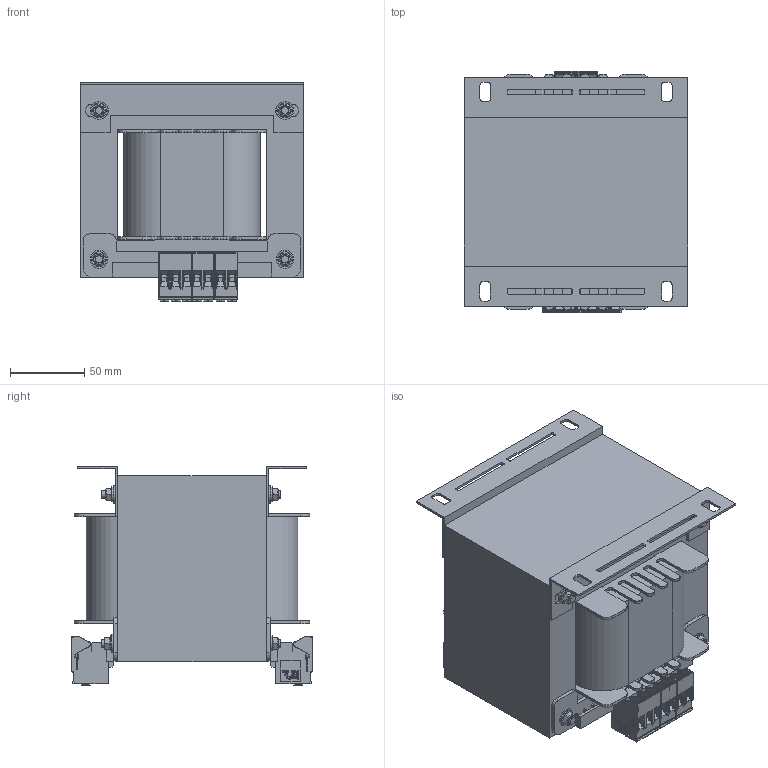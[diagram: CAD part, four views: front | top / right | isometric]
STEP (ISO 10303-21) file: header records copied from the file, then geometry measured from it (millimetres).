
FILE_DESCRIPTION(/* description */ (''),/* implementation_level */ '2;1');
FILE_NAME(/* name */ 'TSC52162200.stp',/* time_stamp */ '2023-09-13T10:47:48+02:00',/* author */ ('velazquez'),/* organization */ (''),/* preprocessor_version */ 'ST-DEVELOPER v19.2',/* originating_system */ 'Autodesk Inventor 2023',/* authorisation */ '');
FILE_SCHEMA (('AUTOMOTIVE_DESIGN { 1 0 10303 214 3 1 1 }'));
Products named in the file (12): TSC52162200; EI150 x 125 - 100 (RC50); AF50DIN; EI 150 X 125 - 100; centrador M5; DIN 125 - A 5,3; Varilla m5x120; DIN 934 - M5; EI150; 1226_TKS_4_2_F; 1227_TKS_4_3_F NARANJA; 1226_TKS_4_2_F NARANJA
Assembly tree (39 placements, depth 2):
  TSC52162200
    EI150 x 125 - 100 (RC50)
    AF50DIN  x2
    EI150  x2
    EI 150 X 125 - 100
    centrador M5  x8
    DIN 125 - A 5,3  x8
    Varilla m5x120  x4
    DIN 934 - M5  x8
    1226_TKS_4_2_F  x2
    1227_TKS_4_3_F NARANJA
    1226_TKS_4_2_F NARANJA  x2
Bounding box: 150 x 161.9 x 147.4 mm (x, y, z)
Volume: 2141864.6 mm3; surface area: 314775.4 mm2
Topology: 39 solids, 39 shells, 9230 faces, 25849 edges, 16834 vertices
Faces by surface type: plane 7530, cylinder 1157, bspline 287, torus 212, cone 32, sphere 12
Full cylindrical faces by diameter (mm): 4.134 x8, 5 x16, 5.3 x8, 5.9 x8, 8 x4, 10 x8, 12 x8
Entity records: 191987 total; most frequent: CARTESIAN_POINT 39674, ORIENTED_EDGE 31696, DIRECTION 28412, EDGE_CURVE 15848, LINE 13902, VECTOR 13902, VERTEX_POINT 10325, AXIS2_PLACEMENT_3D 7255
